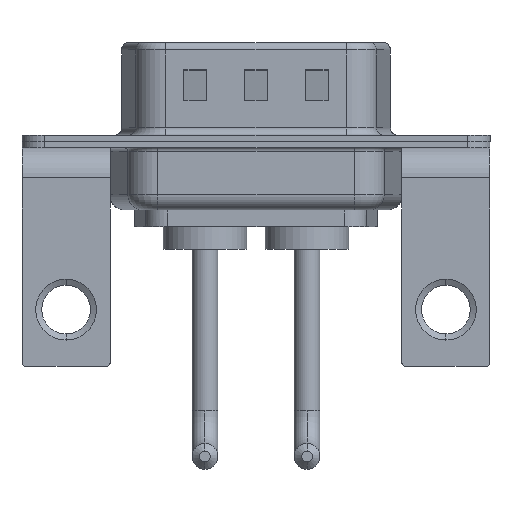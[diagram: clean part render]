
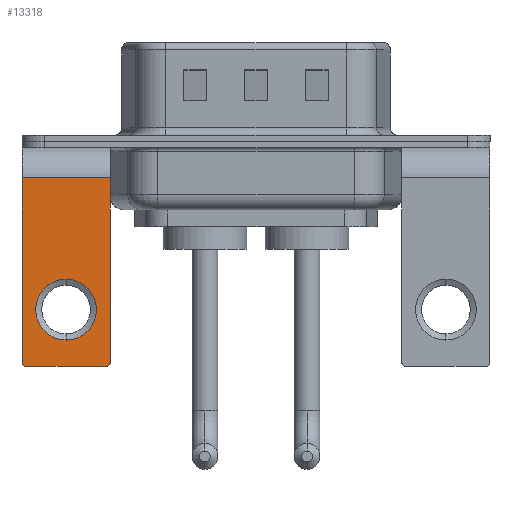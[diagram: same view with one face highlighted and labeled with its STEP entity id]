
A CAD part, front view. The second image highlights one B-rep face of the part: STEP entity #13318.
In plain terms, the highlighted planar face has unit normal (0, -1, 0).
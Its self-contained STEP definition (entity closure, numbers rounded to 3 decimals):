
#69 = PLANE ( 'NONE',  #14489 ) ;
#208 = LINE ( 'NONE', #13129, #8177 ) ;
#893 = ORIENTED_EDGE ( 'NONE', *, *, #15101, .T. ) ;
#1302 = CARTESIAN_POINT ( 'NONE',  ( 2.9, -6.25, -2.4 ) ) ;
#1529 = DIRECTION ( 'NONE',  ( 0., 0., 1. ) ) ;
#1600 = CARTESIAN_POINT ( 'NONE',  ( 2.9, -6.25, -2.4 ) ) ;
#1623 = EDGE_CURVE ( 'NONE', #11482, #9579, #2399, .T. ) ;
#1918 = DIRECTION ( 'NONE',  ( 0., 1., 0. ) ) ;
#2132 = DIRECTION ( 'NONE',  ( 0., 0., 1. ) ) ;
#2196 = LINE ( 'NONE', #15126, #7376 ) ;
#2399 = CIRCLE ( 'NONE', #14623, 0.25 ) ;
#2523 = FACE_OUTER_BOUND ( 'NONE', #11116, .T. ) ;
#2594 = VERTEX_POINT ( 'NONE', #13467 ) ;
#2657 = EDGE_CURVE ( 'NONE', #13463, #8322, #10699, .T. ) ;
#2899 = CARTESIAN_POINT ( 'NONE',  ( -2.9, -6.25, -14.55 ) ) ;
#3291 = EDGE_CURVE ( 'NONE', #7537, #2594, #8220, .T. ) ;
#3292 = DIRECTION ( 'NONE',  ( 0., -1., 0. ) ) ;
#3339 = CARTESIAN_POINT ( 'NONE',  ( 2.65, -6.25, -14.8 ) ) ;
#3733 = FACE_BOUND ( 'NONE', #5278, .T. ) ;
#4127 = ORIENTED_EDGE ( 'NONE', *, *, #8313, .F. ) ;
#4729 = DIRECTION ( 'NONE',  ( 0., 1., 0. ) ) ;
#5030 = ORIENTED_EDGE ( 'NONE', *, *, #2657, .T. ) ;
#5106 = LINE ( 'NONE', #1600, #7132 ) ;
#5169 = VERTEX_POINT ( 'NONE', #10485 ) ;
#5278 = EDGE_LOOP ( 'NONE', ( #11936, #7678 ) ) ;
#5422 = VERTEX_POINT ( 'NONE', #14395 ) ;
#5849 = DIRECTION ( 'NONE',  ( 0., -1., 0. ) ) ;
#5878 = CIRCLE ( 'NONE', #12725, 2. ) ;
#6769 = ORIENTED_EDGE ( 'NONE', *, *, #7808, .T. ) ;
#6896 = VECTOR ( 'NONE', #11249, 1000. ) ;
#6927 = DIRECTION ( 'NONE',  ( 0., 0., -1. ) ) ;
#7132 = VECTOR ( 'NONE', #8616, 1000. ) ;
#7376 = VECTOR ( 'NONE', #6927, 1000. ) ;
#7490 = CARTESIAN_POINT ( 'NONE',  ( 0., -6.25, -9.07 ) ) ;
#7537 = VERTEX_POINT ( 'NONE', #7490 ) ;
#7678 = ORIENTED_EDGE ( 'NONE', *, *, #3291, .T. ) ;
#7730 = EDGE_CURVE ( 'NONE', #2594, #7537, #5878, .T. ) ;
#7808 = EDGE_CURVE ( 'NONE', #5169, #13463, #2196, .T. ) ;
#7950 = CARTESIAN_POINT ( 'NONE',  ( 2.9, -6.25, -14.8 ) ) ;
#7962 = DIRECTION ( 'NONE',  ( 0., 0., 1. ) ) ;
#8177 = VECTOR ( 'NONE', #11980, 1000. ) ;
#8220 = CIRCLE ( 'NONE', #10181, 2. ) ;
#8313 = EDGE_CURVE ( 'NONE', #5422, #9579, #5106, .T. ) ;
#8322 = VERTEX_POINT ( 'NONE', #14299 ) ;
#8447 = DIRECTION ( 'NONE',  ( 0., 1., 0. ) ) ;
#8616 = DIRECTION ( 'NONE',  ( 0., 0., -1. ) ) ;
#8673 = CARTESIAN_POINT ( 'NONE',  ( 0., -6.25, -11.07 ) ) ;
#9177 = CARTESIAN_POINT ( 'NONE',  ( -2.65, -6.25, -14.55 ) ) ;
#9227 = AXIS2_PLACEMENT_3D ( 'NONE', #9177, #3292, #7962 ) ;
#9579 = VERTEX_POINT ( 'NONE', #12977 ) ;
#9934 = DIRECTION ( 'NONE',  ( 0., 0., 1. ) ) ;
#10048 = EDGE_CURVE ( 'NONE', #11482, #8322, #11181, .T. ) ;
#10181 = AXIS2_PLACEMENT_3D ( 'NONE', #8673, #8447, #13035 ) ;
#10249 = ORIENTED_EDGE ( 'NONE', *, *, #1623, .T. ) ;
#10485 = CARTESIAN_POINT ( 'NONE',  ( -2.9, -6.25, -2.4 ) ) ;
#10699 = CIRCLE ( 'NONE', #9227, 0.25 ) ;
#10845 = ORIENTED_EDGE ( 'NONE', *, *, #10048, .F. ) ;
#11082 = CARTESIAN_POINT ( 'NONE',  ( 0., -6.25, -11.07 ) ) ;
#11116 = EDGE_LOOP ( 'NONE', ( #6769, #5030, #10845, #10249, #4127, #893 ) ) ;
#11181 = LINE ( 'NONE', #7950, #6896 ) ;
#11249 = DIRECTION ( 'NONE',  ( -1., 0., 0. ) ) ;
#11482 = VERTEX_POINT ( 'NONE', #3339 ) ;
#11936 = ORIENTED_EDGE ( 'NONE', *, *, #7730, .T. ) ;
#11980 = DIRECTION ( 'NONE',  ( -1., 0., 0. ) ) ;
#12601 = CARTESIAN_POINT ( 'NONE',  ( 2.65, -6.25, -14.55 ) ) ;
#12725 = AXIS2_PLACEMENT_3D ( 'NONE', #11082, #1918, #9934 ) ;
#12977 = CARTESIAN_POINT ( 'NONE',  ( 2.9, -6.25, -14.55 ) ) ;
#13035 = DIRECTION ( 'NONE',  ( 0., 0., 1. ) ) ;
#13129 = CARTESIAN_POINT ( 'NONE',  ( 2.9, -6.25, -2.4 ) ) ;
#13318 = ADVANCED_FACE ( 'NONE', ( #3733, #2523 ), #69, .F. ) ;
#13463 = VERTEX_POINT ( 'NONE', #2899 ) ;
#13467 = CARTESIAN_POINT ( 'NONE',  ( 0., -6.25, -13.07 ) ) ;
#14299 = CARTESIAN_POINT ( 'NONE',  ( -2.65, -6.25, -14.8 ) ) ;
#14395 = CARTESIAN_POINT ( 'NONE',  ( 2.9, -6.25, -2.4 ) ) ;
#14489 = AXIS2_PLACEMENT_3D ( 'NONE', #1302, #4729, #1529 ) ;
#14623 = AXIS2_PLACEMENT_3D ( 'NONE', #12601, #5849, #2132 ) ;
#15101 = EDGE_CURVE ( 'NONE', #5422, #5169, #208, .T. ) ;
#15126 = CARTESIAN_POINT ( 'NONE',  ( -2.9, -6.25, -2.4 ) ) ;
